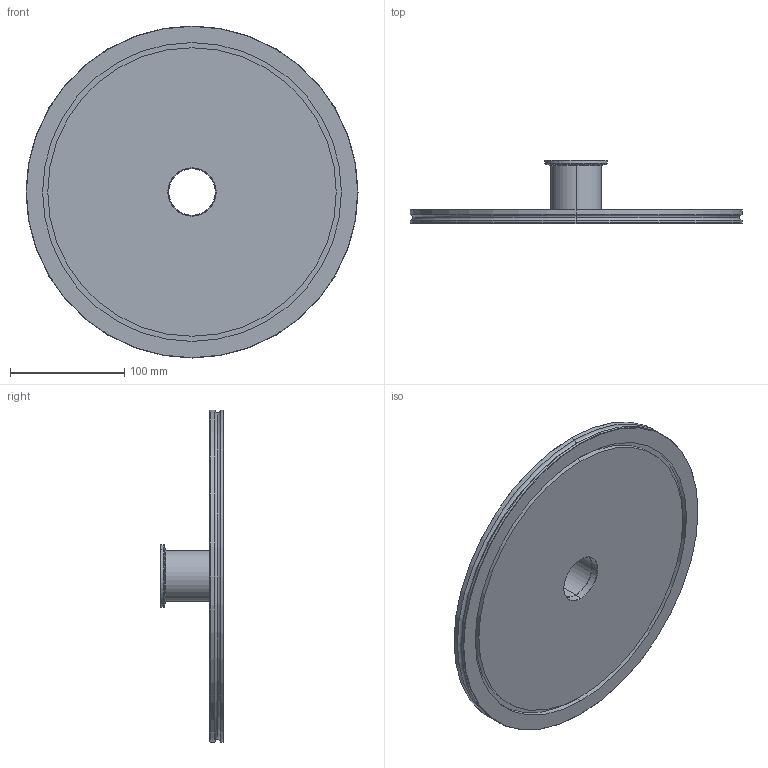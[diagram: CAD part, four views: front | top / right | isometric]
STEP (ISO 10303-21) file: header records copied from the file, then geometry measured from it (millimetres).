
FILE_DESCRIPTION (( 'STEP AP214' ), '1' );
FILE_NAME ('Hositrad_ISO250-40A.STEP', '2024-07-22T07:22:09', ( '' ), ( '' ), 'SwSTEP 2.0', 'SolidWorks 2022', '' );
FILE_SCHEMA (( 'AUTOMOTIVE_DESIGN' ));
Length unit declared in the file: millimetre
Products named in the file (4): Tube-KF40-All_D44-L45; Hositrad_ISO250-40A; KF-Weldflanges-All_KF40-44,5; ISO-K250-44.5
Assembly tree (3 placements, depth 2):
  Hositrad_ISO250-40A
    ISO-K250-44.5
    KF-Weldflanges-All_KF40-44,5
    Tube-KF40-All_D44-L45
Bounding box: 290 x 55 x 290 mm (x, y, z)
Volume: 753592.1 mm3; surface area: 170551.5 mm2
Topology: 3 solids, 3 shells, 57 faces, 114 edges, 68 vertices
Faces by surface type: cylinder 26, cone 14, plane 11, torus 6
Entity records: 1656 total; most frequent: DIRECTION 314, CARTESIAN_POINT 245, ORIENTED_EDGE 228, AXIS2_PLACEMENT_3D 137, EDGE_CURVE 114, CIRCLE 74, VERTEX_POINT 68, EDGE_LOOP 68
